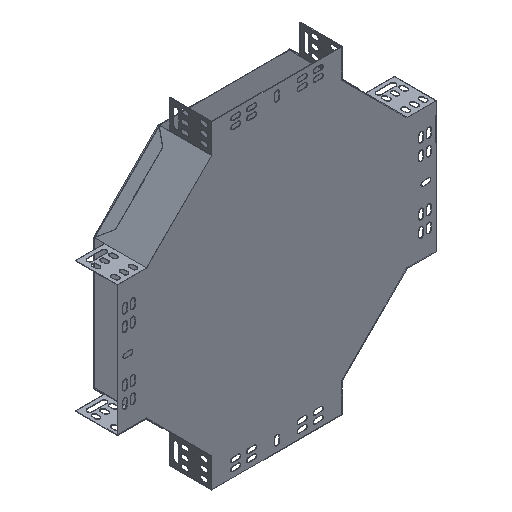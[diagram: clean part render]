
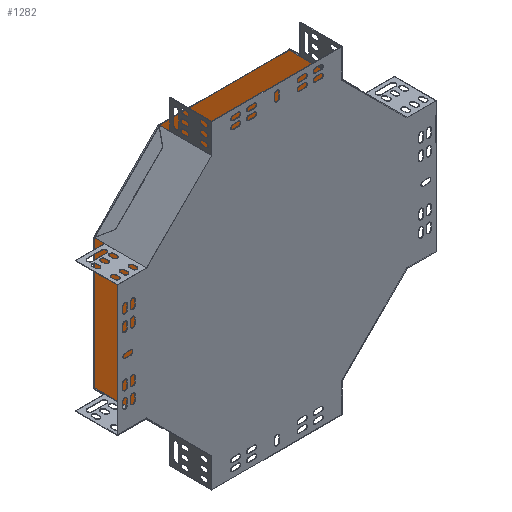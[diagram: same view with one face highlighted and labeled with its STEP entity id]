
A CAD part, isometric view. The second image highlights one B-rep face of the part: STEP entity #1282.
In plain terms, the highlighted planar face has unit normal (0, -1, 0).
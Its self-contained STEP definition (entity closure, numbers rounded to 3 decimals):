
#456 = VERTEX_POINT ( 'NONE', #10415 ) ;
#697 = AXIS2_PLACEMENT_3D ( 'NONE', #15381, #11831, #4590 ) ;
#930 = PLANE ( 'NONE',  #697 ) ;
#971 = DIRECTION ( 'NONE',  ( 0., 0., -1. ) ) ;
#1053 = EDGE_CURVE ( 'NONE', #7195, #4399, #8787, .T. ) ;
#1059 = ORIENTED_EDGE ( 'NONE', *, *, #1053, .F. ) ;
#1282 = ADVANCED_FACE ( 'NONE', ( #5927 ), #930, .T. ) ;
#1570 = VERTEX_POINT ( 'NONE', #2139 ) ;
#2139 = CARTESIAN_POINT ( 'NONE',  ( 209.263, 189.964, 105.051 ) ) ;
#2880 = CARTESIAN_POINT ( 'NONE',  ( 109.263, 189.964, -196.549 ) ) ;
#3386 = CARTESIAN_POINT ( 'NONE',  ( -192.337, 189.964, -96.549 ) ) ;
#3730 = ORIENTED_EDGE ( 'NONE', *, *, #7041, .F. ) ;
#4212 = CARTESIAN_POINT ( 'NONE',  ( -192.337, 189.964, -96.549 ) ) ;
#4361 = ORIENTED_EDGE ( 'NONE', *, *, #13038, .F. ) ;
#4399 = VERTEX_POINT ( 'NONE', #4212 ) ;
#4590 = DIRECTION ( 'NONE',  ( 0., 0., -1. ) ) ;
#4645 = DIRECTION ( 'NONE',  ( 0., 0., 1. ) ) ;
#4721 = VERTEX_POINT ( 'NONE', #12761 ) ;
#4741 = DIRECTION ( 'NONE',  ( 0.707, 0., -0.707 ) ) ;
#4877 = EDGE_CURVE ( 'NONE', #15597, #1570, #13801, .T. ) ;
#5008 = CARTESIAN_POINT ( 'NONE',  ( -92.337, 189.964, -196.549 ) ) ;
#5310 = DIRECTION ( 'NONE',  ( -1., 0., 0. ) ) ;
#5500 = CARTESIAN_POINT ( 'NONE',  ( 109.263, 189.964, 205.051 ) ) ;
#5530 = VECTOR ( 'NONE', #8122, 1000. ) ;
#5551 = ORIENTED_EDGE ( 'NONE', *, *, #14201, .F. ) ;
#5626 = LINE ( 'NONE', #6885, #5530 ) ;
#5927 = FACE_OUTER_BOUND ( 'NONE', #8993, .T. ) ;
#6068 = EDGE_CURVE ( 'NONE', #14031, #7195, #9732, .T. ) ;
#6605 = CARTESIAN_POINT ( 'NONE',  ( 109.263, 189.964, -196.549 ) ) ;
#6678 = LINE ( 'NONE', #8320, #6694 ) ;
#6694 = VECTOR ( 'NONE', #971, 1000. ) ;
#6765 = ORIENTED_EDGE ( 'NONE', *, *, #4877, .F. ) ;
#6885 = CARTESIAN_POINT ( 'NONE',  ( -92.337, 189.964, 205.051 ) ) ;
#7041 = EDGE_CURVE ( 'NONE', #1570, #456, #6678, .T. ) ;
#7174 = DIRECTION ( 'NONE',  ( -0.707, 0., 0.707 ) ) ;
#7195 = VERTEX_POINT ( 'NONE', #5008 ) ;
#7554 = ORIENTED_EDGE ( 'NONE', *, *, #12766, .F. ) ;
#8075 = VECTOR ( 'NONE', #4645, 1000. ) ;
#8122 = DIRECTION ( 'NONE',  ( 1., 0., 0. ) ) ;
#8161 = LINE ( 'NONE', #3386, #8075 ) ;
#8320 = CARTESIAN_POINT ( 'NONE',  ( 209.263, 189.964, 105.051 ) ) ;
#8696 = CARTESIAN_POINT ( 'NONE',  ( -192.337, 189.964, 105.051 ) ) ;
#8730 = VECTOR ( 'NONE', #10250, 1000. ) ;
#8773 = LINE ( 'NONE', #12648, #8730 ) ;
#8787 = LINE ( 'NONE', #10762, #8990 ) ;
#8990 = VECTOR ( 'NONE', #7174, 1000. ) ;
#8993 = EDGE_LOOP ( 'NONE', ( #7554, #4361, #1059, #10695, #14917, #3730, #6765, #5551 ) ) ;
#9343 = VERTEX_POINT ( 'NONE', #8696 ) ;
#9412 = DIRECTION ( 'NONE',  ( -0.707, 0., -0.707 ) ) ;
#9732 = LINE ( 'NONE', #6605, #9813 ) ;
#9813 = VECTOR ( 'NONE', #5310, 1000. ) ;
#10067 = VECTOR ( 'NONE', #9412, 1000. ) ;
#10133 = LINE ( 'NONE', #14133, #10067 ) ;
#10250 = DIRECTION ( 'NONE',  ( 0.707, 0., 0.707 ) ) ;
#10415 = CARTESIAN_POINT ( 'NONE',  ( 209.263, 189.964, -96.549 ) ) ;
#10695 = ORIENTED_EDGE ( 'NONE', *, *, #6068, .F. ) ;
#10762 = CARTESIAN_POINT ( 'NONE',  ( -192.337, 189.964, -96.549 ) ) ;
#11831 = DIRECTION ( 'NONE',  ( 0., -1., 0. ) ) ;
#11977 = CARTESIAN_POINT ( 'NONE',  ( 209.263, 189.964, 105.051 ) ) ;
#12147 = EDGE_CURVE ( 'NONE', #456, #14031, #10133, .T. ) ;
#12648 = CARTESIAN_POINT ( 'NONE',  ( -92.337, 189.964, 205.051 ) ) ;
#12761 = CARTESIAN_POINT ( 'NONE',  ( -92.337, 189.964, 205.051 ) ) ;
#12766 = EDGE_CURVE ( 'NONE', #9343, #4721, #8773, .T. ) ;
#13038 = EDGE_CURVE ( 'NONE', #4399, #9343, #8161, .T. ) ;
#13783 = VECTOR ( 'NONE', #4741, 1000. ) ;
#13801 = LINE ( 'NONE', #11977, #13783 ) ;
#14031 = VERTEX_POINT ( 'NONE', #2880 ) ;
#14133 = CARTESIAN_POINT ( 'NONE',  ( 109.263, 189.964, -196.549 ) ) ;
#14201 = EDGE_CURVE ( 'NONE', #4721, #15597, #5626, .T. ) ;
#14917 = ORIENTED_EDGE ( 'NONE', *, *, #12147, .F. ) ;
#15381 = CARTESIAN_POINT ( 'NONE',  ( -293.137, 189.964, 4.251 ) ) ;
#15597 = VERTEX_POINT ( 'NONE', #5500 ) ;
